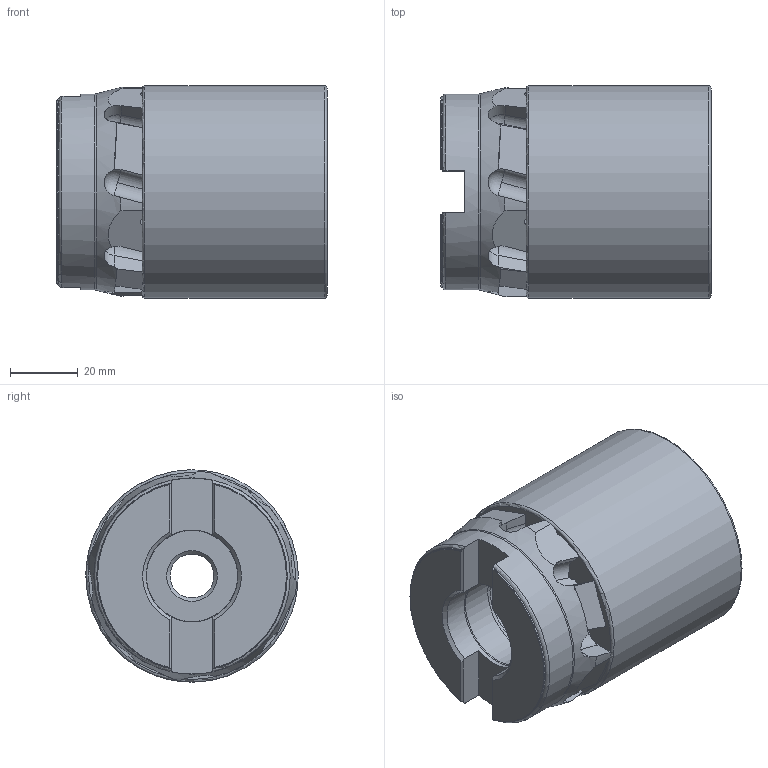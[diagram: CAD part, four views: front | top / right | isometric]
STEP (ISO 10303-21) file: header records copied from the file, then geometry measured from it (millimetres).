
FILE_DESCRIPTION (( 'STEP AP214' ), '1' );
FILE_NAME ('VZF_63_54_T09_4 KD27.STEP', '2015-11-10T08:19:19', ( '' ), ( '' ), 'SwSTEP 2.0', 'SolidWorks 2015', '' );
FILE_SCHEMA (( 'AUTOMOTIVE_DESIGN' ));
Length unit declared in the file: millimetre
Products named in the file (1): VZF_63_54_T09_4 KD27
Bounding box: 79.98 x 62.85 x 62.85 mm (x, y, z)
Volume: 201892.8 mm3; surface area: 29375.5 mm2
Topology: 1 solids, 45 shells, 296 faces, 646 edges, 410 vertices
Faces by surface type: cylinder 139, plane 92, cone 41, bspline 9, sphere 8, torus 7
Full cylindrical faces by diameter (mm): 2.5 x4, 3 x12, 3.3 x24, 13 x1, 18.5 x1, 27 x1, 27.15 x1, 27.3 x1, 58 x1, 62.85 x1
Entity records: 10683 total; most frequent: CARTESIAN_POINT 4576, DIRECTION 1026, ORIENTED_EDGE 1014, EDGE_CURVE 507, AXIS2_PLACEMENT_3D 440, VERTEX_POINT 362, EDGE_LOOP 359, FACE_OUTER_BOUND 346
